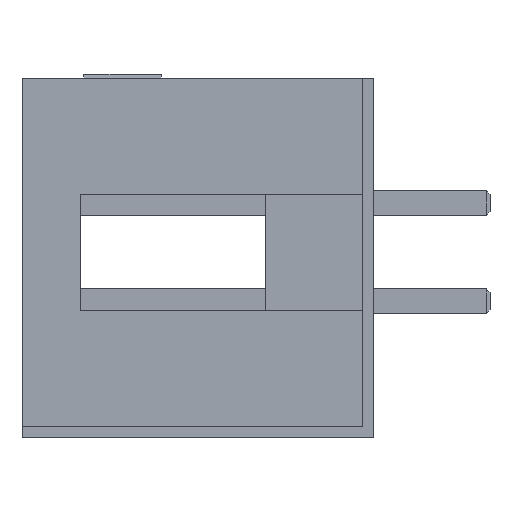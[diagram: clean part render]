
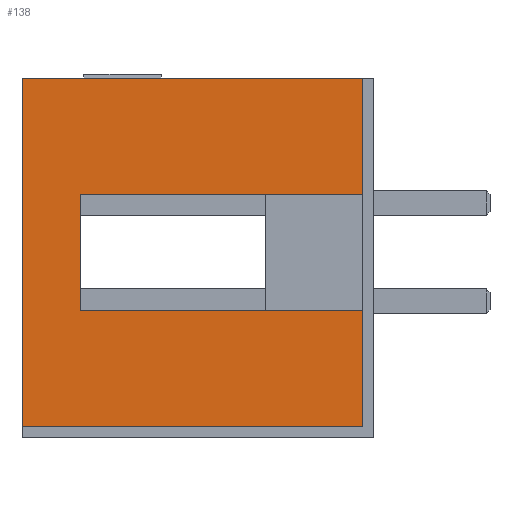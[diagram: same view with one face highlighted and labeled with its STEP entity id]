
A CAD part, left-side view. The second image highlights one B-rep face of the part: STEP entity #138.
In plain terms, the highlighted planar face has unit normal (-1, 0, 0).
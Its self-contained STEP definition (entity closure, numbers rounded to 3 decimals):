
#138 = ADVANCED_FACE ( 'NONE', ( #6555 ), #1528, .T. ) ;
#166 = CARTESIAN_POINT ( 'NONE',  ( -8.88, 0.3, 4.5 ) ) ;
#320 = LINE ( 'NONE', #3312, #1395 ) ;
#331 = VERTEX_POINT ( 'NONE', #4809 ) ;
#377 = VECTOR ( 'NONE', #6899, 1000. ) ;
#749 = CARTESIAN_POINT ( 'NONE',  ( -8.88, 7.6, 0. ) ) ;
#752 = CARTESIAN_POINT ( 'NONE',  ( -8.88, 9.1, 4.5 ) ) ;
#850 = EDGE_CURVE ( 'NONE', #5269, #7027, #4139, .T. ) ;
#1310 = VECTOR ( 'NONE', #4916, 1000. ) ;
#1385 = VECTOR ( 'NONE', #5513, 1000. ) ;
#1395 = VECTOR ( 'NONE', #6641, 1000. ) ;
#1528 = PLANE ( 'NONE',  #3789 ) ;
#1604 = CARTESIAN_POINT ( 'NONE',  ( -8.88, 0.3, 0. ) ) ;
#1611 = LINE ( 'NONE', #5472, #1385 ) ;
#1612 = EDGE_CURVE ( 'NONE', #3151, #1677, #320, .T. ) ;
#1677 = VERTEX_POINT ( 'NONE', #2223 ) ;
#1724 = EDGE_CURVE ( 'NONE', #2208, #6089, #6225, .T. ) ;
#1991 = CARTESIAN_POINT ( 'NONE',  ( -8.88, 9.1, 0. ) ) ;
#2171 = LINE ( 'NONE', #1604, #3030 ) ;
#2188 = ORIENTED_EDGE ( 'NONE', *, *, #1724, .F. ) ;
#2208 = VERTEX_POINT ( 'NONE', #3657 ) ;
#2223 = CARTESIAN_POINT ( 'NONE',  ( -8.88, 0.3, -1.5 ) ) ;
#2450 = VECTOR ( 'NONE', #4033, 1000. ) ;
#2588 = DIRECTION ( 'NONE',  ( 0., 0., -1. ) ) ;
#2723 = VECTOR ( 'NONE', #2588, 1000. ) ;
#3013 = CARTESIAN_POINT ( 'NONE',  ( -8.88, 9.1, -4.5 ) ) ;
#3030 = VECTOR ( 'NONE', #4413, 1000. ) ;
#3033 = ORIENTED_EDGE ( 'NONE', *, *, #1612, .F. ) ;
#3151 = VERTEX_POINT ( 'NONE', #3643 ) ;
#3223 = DIRECTION ( 'NONE',  ( 0., 0., 1. ) ) ;
#3229 = EDGE_CURVE ( 'NONE', #6089, #331, #1611, .T. ) ;
#3312 = CARTESIAN_POINT ( 'NONE',  ( -8.88, 7.6, -1.5 ) ) ;
#3494 = VECTOR ( 'NONE', #6944, 1000. ) ;
#3544 = EDGE_CURVE ( 'NONE', #1677, #7027, #2171, .T. ) ;
#3643 = CARTESIAN_POINT ( 'NONE',  ( -8.88, 7.6, -1.5 ) ) ;
#3657 = CARTESIAN_POINT ( 'NONE',  ( -8.88, 9.1, 4.5 ) ) ;
#3676 = LINE ( 'NONE', #1991, #2723 ) ;
#3780 = CARTESIAN_POINT ( 'NONE',  ( -8.88, 9.1, 0. ) ) ;
#3789 = AXIS2_PLACEMENT_3D ( 'NONE', #3780, #5982, #3223 ) ;
#3934 = EDGE_CURVE ( 'NONE', #4100, #331, #6550, .T. ) ;
#4033 = DIRECTION ( 'NONE',  ( 0., -1., 0. ) ) ;
#4043 = ORIENTED_EDGE ( 'NONE', *, *, #6187, .T. ) ;
#4063 = ORIENTED_EDGE ( 'NONE', *, *, #3544, .F. ) ;
#4100 = VERTEX_POINT ( 'NONE', #7022 ) ;
#4135 = CARTESIAN_POINT ( 'NONE',  ( -8.88, 0.3, -4.5 ) ) ;
#4139 = LINE ( 'NONE', #4570, #2450 ) ;
#4182 = EDGE_LOOP ( 'NONE', ( #4063, #3033, #5057, #5162, #6754, #2188, #4043, #6779 ) ) ;
#4413 = DIRECTION ( 'NONE',  ( 0., 0., -1. ) ) ;
#4570 = CARTESIAN_POINT ( 'NONE',  ( -8.88, 9.1, -4.5 ) ) ;
#4809 = CARTESIAN_POINT ( 'NONE',  ( -8.88, 0.3, 1.5 ) ) ;
#4916 = DIRECTION ( 'NONE',  ( 0., -1., 0. ) ) ;
#5057 = ORIENTED_EDGE ( 'NONE', *, *, #6112, .T. ) ;
#5162 = ORIENTED_EDGE ( 'NONE', *, *, #3934, .T. ) ;
#5269 = VERTEX_POINT ( 'NONE', #3013 ) ;
#5472 = CARTESIAN_POINT ( 'NONE',  ( -8.88, 0.3, 0. ) ) ;
#5493 = CARTESIAN_POINT ( 'NONE',  ( -8.88, 7.6, 1.5 ) ) ;
#5513 = DIRECTION ( 'NONE',  ( 0., 0., -1. ) ) ;
#5982 = DIRECTION ( 'NONE',  ( -1., 0., 0. ) ) ;
#6089 = VERTEX_POINT ( 'NONE', #166 ) ;
#6112 = EDGE_CURVE ( 'NONE', #3151, #4100, #6940, .T. ) ;
#6187 = EDGE_CURVE ( 'NONE', #2208, #5269, #3676, .T. ) ;
#6225 = LINE ( 'NONE', #752, #3494 ) ;
#6550 = LINE ( 'NONE', #5493, #1310 ) ;
#6555 = FACE_OUTER_BOUND ( 'NONE', #4182, .T. ) ;
#6641 = DIRECTION ( 'NONE',  ( 0., -1., 0. ) ) ;
#6754 = ORIENTED_EDGE ( 'NONE', *, *, #3229, .F. ) ;
#6779 = ORIENTED_EDGE ( 'NONE', *, *, #850, .T. ) ;
#6899 = DIRECTION ( 'NONE',  ( 0., 0., 1. ) ) ;
#6940 = LINE ( 'NONE', #749, #377 ) ;
#6944 = DIRECTION ( 'NONE',  ( 0., -1., 0. ) ) ;
#7022 = CARTESIAN_POINT ( 'NONE',  ( -8.88, 7.6, 1.5 ) ) ;
#7027 = VERTEX_POINT ( 'NONE', #4135 ) ;
